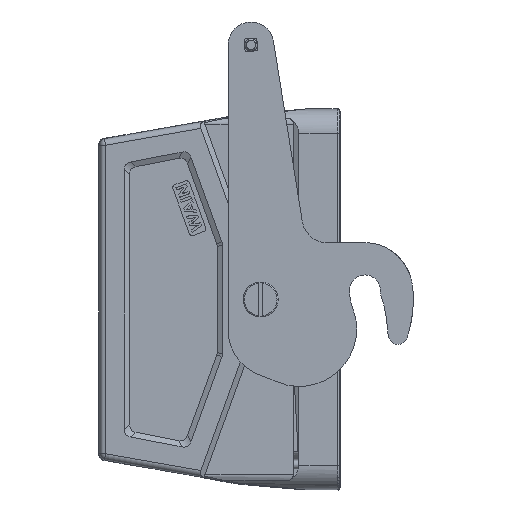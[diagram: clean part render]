
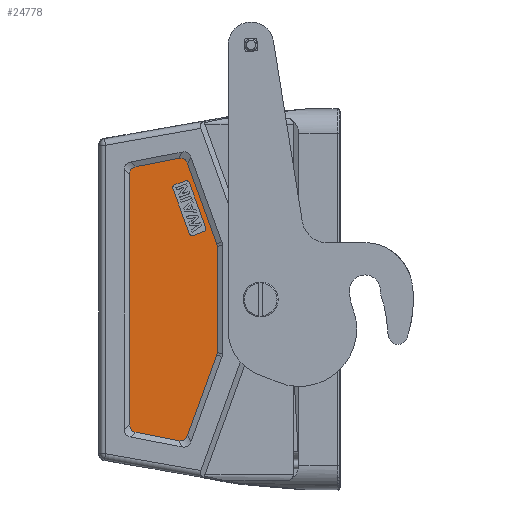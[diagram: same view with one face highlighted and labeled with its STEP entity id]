
A CAD part, left-side view. The second image highlights one B-rep face of the part: STEP entity #24778.
In plain terms, the highlighted planar face has unit normal (-1, 0, 0).
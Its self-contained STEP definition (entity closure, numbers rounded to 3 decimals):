
#8675=CARTESIAN_POINT('',(-21.5,-15.853,16.754));
#8676=CARTESIAN_POINT('',(-21.5,-15.853,17.048));
#8677=CARTESIAN_POINT('',(-21.5,-15.802,17.333));
#8678=CARTESIAN_POINT('',(-21.5,-15.702,17.609));
#8688=DIRECTION('',(0.,0.,1.));
#8689=VECTOR('',#8688,33.508);
#8690=CARTESIAN_POINT('',(-21.5,-15.853,-16.754));
#8691=LINE('',#8690,#8689);
#8701=CARTESIAN_POINT('',(-21.5,-15.702,-17.609));
#8702=CARTESIAN_POINT('',(-21.5,-15.802,-17.333));
#8703=CARTESIAN_POINT('',(-21.5,-15.853,-17.048));
#8704=CARTESIAN_POINT('',(-21.5,-15.853,-16.754));
#8710=DIRECTION('',(0.,-0.342,0.94));
#8711=VECTOR('',#8710,26.85);
#8712=CARTESIAN_POINT('',(-21.5,-6.519,-42.839));
#8713=LINE('',#8712,#8711);
#8724=CARTESIAN_POINT('',(-21.5,-3.695,-44.439));
#8725=CARTESIAN_POINT('',(-21.5,-4.393,-44.574));
#8726=CARTESIAN_POINT('',(-21.5,-5.543,-44.409));
#8727=CARTESIAN_POINT('',(-21.5,-6.275,-43.507));
#8728=CARTESIAN_POINT('',(-21.5,-6.519,-42.839));
#8738=DIRECTION('',(0.,-0.982,-0.19));
#8739=VECTOR('',#8738,13.6);
#8740=CARTESIAN_POINT('',(-21.5,9.658,-41.859));
#8741=LINE('',#8740,#8739);
#8752=CARTESIAN_POINT('',(-21.5,11.683,-39.405));
#8753=CARTESIAN_POINT('',(-21.5,11.683,-40.093));
#8754=CARTESIAN_POINT('',(-21.5,11.319,-41.167));
#8755=CARTESIAN_POINT('',(-21.5,10.333,-41.729));
#8756=CARTESIAN_POINT('',(-21.5,9.658,-41.859));
#8766=DIRECTION('',(0.,0.,-1.));
#8767=VECTOR('',#8766,78.81);
#8768=CARTESIAN_POINT('',(-21.5,11.683,39.405));
#8769=LINE('',#8768,#8767);
#8780=CARTESIAN_POINT('',(-21.5,9.658,41.859));
#8781=CARTESIAN_POINT('',(-21.5,10.333,41.729));
#8782=CARTESIAN_POINT('',(-21.5,11.319,41.167));
#8783=CARTESIAN_POINT('',(-21.5,11.683,40.093));
#8784=CARTESIAN_POINT('',(-21.5,11.683,39.405));
#8790=DIRECTION('',(0.,0.982,-0.19));
#8791=VECTOR('',#8790,13.6);
#8792=CARTESIAN_POINT('',(-21.5,-3.695,44.439));
#8793=LINE('',#8792,#8791);
#8804=CARTESIAN_POINT('',(-21.5,-6.519,42.839));
#8805=CARTESIAN_POINT('',(-21.5,-6.275,43.507));
#8806=CARTESIAN_POINT('',(-21.5,-5.543,44.409));
#8807=CARTESIAN_POINT('',(-21.5,-4.393,44.574));
#8808=CARTESIAN_POINT('',(-21.5,-3.695,44.439));
#8814=DIRECTION('',(0.,0.342,0.94));
#8815=VECTOR('',#8814,26.85);
#8816=CARTESIAN_POINT('',(-21.5,-15.702,17.609));
#8817=LINE('',#8816,#8815);
#8822=DIRECTION('',(0.,0.342,0.94));
#8823=VECTOR('',#8822,15.);
#8824=CARTESIAN_POINT('',(-21.5,-12.266,22.663));
#8825=LINE('',#8824,#8823);
#8826=CARTESIAN_POINT('',(-21.5,-6.196,36.417));
#8827=DIRECTION('',(-1.,0.,0.));
#8828=DIRECTION('',(0.,-0.94,0.342));
#8829=AXIS2_PLACEMENT_3D('',#8826,#8827,#8828);
#8831=DIRECTION('',(0.,0.94,-0.342));
#8832=VECTOR('',#8831,3.5);
#8833=CARTESIAN_POINT('',(-21.5,-5.854,37.356));
#8834=LINE('',#8833,#8832);
#8835=CARTESIAN_POINT('',(-21.5,-2.907,35.22));
#8836=DIRECTION('',(-1.,0.,0.));
#8837=DIRECTION('',(0.,0.342,0.94));
#8838=AXIS2_PLACEMENT_3D('',#8835,#8836,#8837);
#8840=CARTESIAN_POINT('',(-21.5,-2.907,35.22));
#8841=DIRECTION('',(-1.,0.,0.));
#8842=DIRECTION('',(0.,1.,0.));
#8843=AXIS2_PLACEMENT_3D('',#8840,#8841,#8842);
#8845=DIRECTION('',(0.,-0.342,-0.94));
#8846=VECTOR('',#8845,15.);
#8847=CARTESIAN_POINT('',(-21.5,-1.967,34.878));
#8848=LINE('',#8847,#8846);
#8849=CARTESIAN_POINT('',(-21.5,-8.037,21.124));
#8850=DIRECTION('',(-1.,0.,0.));
#8851=DIRECTION('',(0.,0.94,-0.342));
#8852=AXIS2_PLACEMENT_3D('',#8849,#8850,#8851);
#8854=DIRECTION('',(0.,-0.94,0.342));
#8855=VECTOR('',#8854,3.5);
#8856=CARTESIAN_POINT('',(-21.5,-8.379,20.185));
#8857=LINE('',#8856,#8855);
#8858=CARTESIAN_POINT('',(-21.5,-11.326,22.321));
#8859=DIRECTION('',(-1.,0.,0.));
#8860=DIRECTION('',(0.,-0.342,-0.94));
#8861=AXIS2_PLACEMENT_3D('',#8858,#8859,#8860);
#8863=CARTESIAN_POINT('',(-21.5,-11.326,22.321));
#8864=DIRECTION('',(-1.,0.,0.));
#8865=DIRECTION('',(0.,-1.,0.));
#8866=AXIS2_PLACEMENT_3D('',#8863,#8864,#8865);
#9691=CARTESIAN_POINT('',(-21.5,-15.853,16.754));
#9692=VERTEX_POINT('',#9691);
#9693=VERTEX_POINT('',#8678);
#9694=CARTESIAN_POINT('',(-21.5,-15.853,-16.754));
#9695=VERTEX_POINT('',#9694);
#9696=CARTESIAN_POINT('',(-21.5,-15.702,-17.609));
#9697=VERTEX_POINT('',#9696);
#9698=CARTESIAN_POINT('',(-21.5,-6.519,-42.839));
#9699=VERTEX_POINT('',#9698);
#9700=CARTESIAN_POINT('',(-21.5,-3.695,-44.439));
#9701=VERTEX_POINT('',#9700);
#9702=CARTESIAN_POINT('',(-21.5,9.658,-41.859));
#9703=VERTEX_POINT('',#9702);
#9704=CARTESIAN_POINT('',(-21.5,11.683,-39.405));
#9705=VERTEX_POINT('',#9704);
#9706=CARTESIAN_POINT('',(-21.5,11.683,39.405));
#9707=VERTEX_POINT('',#9706);
#9708=CARTESIAN_POINT('',(-21.5,9.658,41.859));
#9709=VERTEX_POINT('',#9708);
#9710=CARTESIAN_POINT('',(-21.5,-3.695,44.439));
#9711=VERTEX_POINT('',#9710);
#9712=CARTESIAN_POINT('',(-21.5,-6.519,42.839));
#9713=VERTEX_POINT('',#9712);
#9714=CARTESIAN_POINT('',(-21.5,-12.266,22.663));
#9715=CARTESIAN_POINT('',(-21.5,-7.136,36.759));
#9716=VERTEX_POINT('',#9714);
#9717=VERTEX_POINT('',#9715);
#9718=CARTESIAN_POINT('',(-21.5,-5.854,37.356));
#9719=VERTEX_POINT('',#9718);
#9720=CARTESIAN_POINT('',(-21.5,-2.565,36.159));
#9721=VERTEX_POINT('',#9720);
#9722=CARTESIAN_POINT('',(-21.5,-1.907,35.22));
#9723=VERTEX_POINT('',#9722);
#9724=CARTESIAN_POINT('',(-21.5,-1.967,34.878));
#9725=VERTEX_POINT('',#9724);
#9726=CARTESIAN_POINT('',(-21.5,-7.098,20.782));
#9727=VERTEX_POINT('',#9726);
#9728=CARTESIAN_POINT('',(-21.5,-8.379,20.185));
#9729=VERTEX_POINT('',#9728);
#9730=CARTESIAN_POINT('',(-21.5,-11.668,21.382));
#9731=VERTEX_POINT('',#9730);
#9732=CARTESIAN_POINT('',(-21.5,-12.326,22.321));
#9733=VERTEX_POINT('',#9732);
#24737=CARTESIAN_POINT('',(-21.5,-17.585,48.886));
#24738=DIRECTION('',(-1.,0.,0.));
#24739=DIRECTION('',(0.,-1.,0.));
#24740=AXIS2_PLACEMENT_3D('',#24737,#24738,#24739);
#24741=PLANE('',#24740);
#24742=ORIENTED_EDGE('',*,*,#24704,.F.);
#24743=ORIENTED_EDGE('',*,*,#24718,.F.);
#24744=ORIENTED_EDGE('',*,*,#24731,.F.);
#24745=ORIENTED_EDGE('',*,*,#24577,.F.);
#24746=ORIENTED_EDGE('',*,*,#24592,.F.);
#24747=ORIENTED_EDGE('',*,*,#24606,.F.);
#24748=ORIENTED_EDGE('',*,*,#24620,.F.);
#24749=ORIENTED_EDGE('',*,*,#24634,.F.);
#24750=ORIENTED_EDGE('',*,*,#24648,.F.);
#24751=ORIENTED_EDGE('',*,*,#24662,.F.);
#24752=ORIENTED_EDGE('',*,*,#24676,.F.);
#24753=ORIENTED_EDGE('',*,*,#24690,.F.);
#24754=EDGE_LOOP('',(#24742,#24743,#24744,#24745,#24746,#24747,#24748,#24749,
#24750,#24751,#24752,#24753));
#24755=FACE_OUTER_BOUND('',#24754,.F.);
#24757=ORIENTED_EDGE('',*,*,#24756,.T.);
#24759=ORIENTED_EDGE('',*,*,#24758,.T.);
#24761=ORIENTED_EDGE('',*,*,#24760,.T.);
#24763=ORIENTED_EDGE('',*,*,#24762,.T.);
#24765=ORIENTED_EDGE('',*,*,#24764,.T.);
#24767=ORIENTED_EDGE('',*,*,#24766,.T.);
#24769=ORIENTED_EDGE('',*,*,#24768,.T.);
#24771=ORIENTED_EDGE('',*,*,#24770,.T.);
#24773=ORIENTED_EDGE('',*,*,#24772,.T.);
#24775=ORIENTED_EDGE('',*,*,#24774,.T.);
#24776=EDGE_LOOP('',(#24757,#24759,#24761,#24763,#24765,#24767,#24769,#24771,
#24773,#24775));
#24777=FACE_BOUND('',#24776,.F.);
#24778=ADVANCED_FACE('',(#24755,#24777),#24741,.T.);
#8679=B_SPLINE_CURVE_WITH_KNOTS('',3,(#8675,#8676,#8677,#8678),.UNSPECIFIED.,
.F.,.F.,(4,4),(0.,1.),.UNSPECIFIED.);
#8705=B_SPLINE_CURVE_WITH_KNOTS('',3,(#8701,#8702,#8703,#8704),.UNSPECIFIED.,
.F.,.F.,(4,4),(0.,1.),.UNSPECIFIED.);
#8729=B_SPLINE_CURVE_WITH_KNOTS('',3,(#8724,#8725,#8726,#8727,#8728),
.UNSPECIFIED.,.F.,.F.,(4,1,4),(0.,0.5,1.),.UNSPECIFIED.);
#8757=B_SPLINE_CURVE_WITH_KNOTS('',3,(#8752,#8753,#8754,#8755,#8756),
.UNSPECIFIED.,.F.,.F.,(4,1,4),(0.,0.5,1.),.UNSPECIFIED.);
#8785=B_SPLINE_CURVE_WITH_KNOTS('',3,(#8780,#8781,#8782,#8783,#8784),
.UNSPECIFIED.,.F.,.F.,(4,1,4),(0.,0.5,1.),.UNSPECIFIED.);
#8809=B_SPLINE_CURVE_WITH_KNOTS('',3,(#8804,#8805,#8806,#8807,#8808),
.UNSPECIFIED.,.F.,.F.,(4,1,4),(0.,0.5,1.),.UNSPECIFIED.);
#8830=CIRCLE('',#8829,1.);
#8839=CIRCLE('',#8838,1.);
#8844=CIRCLE('',#8843,1.);
#8853=CIRCLE('',#8852,1.);
#8862=CIRCLE('',#8861,1.);
#8867=CIRCLE('',#8866,1.);
#24577=EDGE_CURVE('',#9692,#9693,#8679,.T.);
#24592=EDGE_CURVE('',#9695,#9692,#8691,.T.);
#24606=EDGE_CURVE('',#9697,#9695,#8705,.T.);
#24620=EDGE_CURVE('',#9699,#9697,#8713,.T.);
#24634=EDGE_CURVE('',#9701,#9699,#8729,.T.);
#24648=EDGE_CURVE('',#9703,#9701,#8741,.T.);
#24662=EDGE_CURVE('',#9705,#9703,#8757,.T.);
#24676=EDGE_CURVE('',#9707,#9705,#8769,.T.);
#24690=EDGE_CURVE('',#9709,#9707,#8785,.T.);
#24704=EDGE_CURVE('',#9711,#9709,#8793,.T.);
#24718=EDGE_CURVE('',#9713,#9711,#8809,.T.);
#24731=EDGE_CURVE('',#9693,#9713,#8817,.T.);
#24756=EDGE_CURVE('',#9716,#9717,#8825,.T.);
#24758=EDGE_CURVE('',#9717,#9719,#8830,.T.);
#24760=EDGE_CURVE('',#9719,#9721,#8834,.T.);
#24762=EDGE_CURVE('',#9721,#9723,#8839,.T.);
#24764=EDGE_CURVE('',#9723,#9725,#8844,.T.);
#24766=EDGE_CURVE('',#9725,#9727,#8848,.T.);
#24768=EDGE_CURVE('',#9727,#9729,#8853,.T.);
#24770=EDGE_CURVE('',#9729,#9731,#8857,.T.);
#24772=EDGE_CURVE('',#9731,#9733,#8862,.T.);
#24774=EDGE_CURVE('',#9733,#9716,#8867,.T.);
